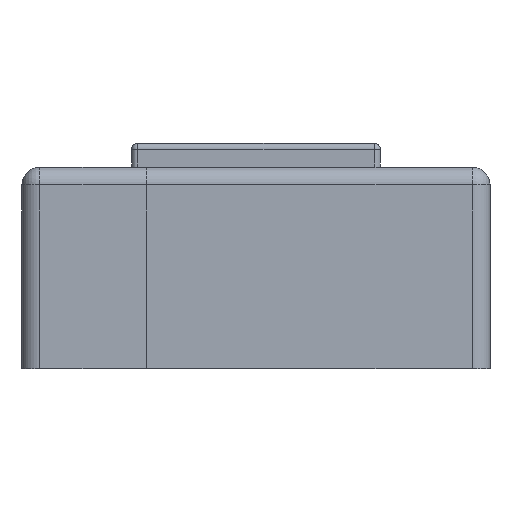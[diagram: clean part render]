
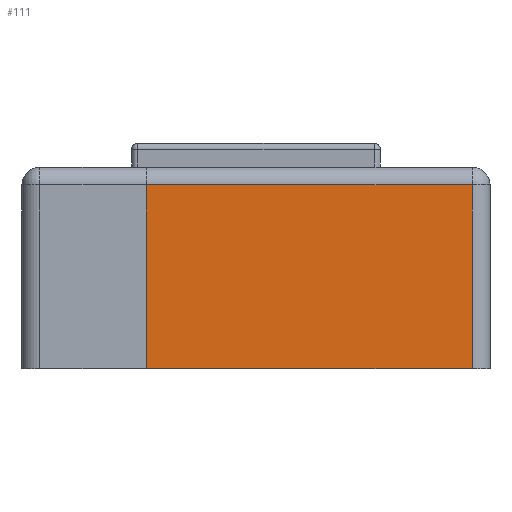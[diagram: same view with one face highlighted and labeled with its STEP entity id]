
A CAD part, left-side view. The second image highlights one B-rep face of the part: STEP entity #111.
In plain terms, the highlighted planar face has unit normal (-1, 0, 0).
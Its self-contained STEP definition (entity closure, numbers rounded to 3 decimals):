
#111=ADVANCED_FACE('NONE',(#358),#359,.F.);
#358=FACE_OUTER_BOUND('',#859,.T.);
#359=PLANE('',#860);
#859=EDGE_LOOP('',(#1405,#1406,#1407,#1408));
#860=AXIS2_PLACEMENT_3D('',#1409,#1410,#1411);
#1405=ORIENTED_EDGE('',*,*,#3177,.T.);
#1406=ORIENTED_EDGE('',*,*,#3178,.F.);
#1407=ORIENTED_EDGE('',*,*,#3179,.T.);
#1408=ORIENTED_EDGE('',*,*,#3180,.T.);
#1409=CARTESIAN_POINT('',(-36.4,19.75,8.5));
#1410=DIRECTION('',(1.0,-0.0,0.0));
#1411=DIRECTION('',(0.0,1.0,-0.0));
#3177=EDGE_CURVE('NONE',#3751,#3752,#3753,.T.);
#3178=EDGE_CURVE('NONE',#3754,#3752,#3755,.T.);
#3179=EDGE_CURVE('NONE',#3754,#3756,#3757,.T.);
#3180=EDGE_CURVE('NONE',#3756,#3751,#3758,.T.);
#3751=VERTEX_POINT('NONE',#4649);
#3752=VERTEX_POINT('NONE',#4650);
#3753=LINE('',#4651,#4652);
#3754=VERTEX_POINT('NONE',#4653);
#3755=LINE('',#4654,#4655);
#3756=VERTEX_POINT('NONE',#4656);
#3757=LINE('',#4657,#4658);
#3758=LINE('',#4659,#4660);
#4649=CARTESIAN_POINT('',(-36.4,-18.25,7.0));
#4650=CARTESIAN_POINT('',(-36.4,9.245,7.0));
#4651=CARTESIAN_POINT('',(-36.4,19.75,7.0));
#4652=VECTOR('',#6105,1000.0);
#4653=CARTESIAN_POINT('',(-36.4,9.245,-8.5));
#4654=CARTESIAN_POINT('',(-36.4,9.245,-8.5));
#4655=VECTOR('',#6106,1000.0);
#4656=CARTESIAN_POINT('',(-36.4,-18.25,-8.5));
#4657=CARTESIAN_POINT('',(-36.4,19.75,-8.5));
#4658=VECTOR('',#6107,1000.0);
#4659=CARTESIAN_POINT('',(-36.4,-18.25,8.5));
#4660=VECTOR('',#6108,1000.0);
#6105=DIRECTION('',(-0.0,1.0,-0.0));
#6106=DIRECTION('',(-0.0,-0.0,1.0));
#6107=DIRECTION('',(0.0,-1.0,0.0));
#6108=DIRECTION('',(-0.0,-0.0,1.0));
